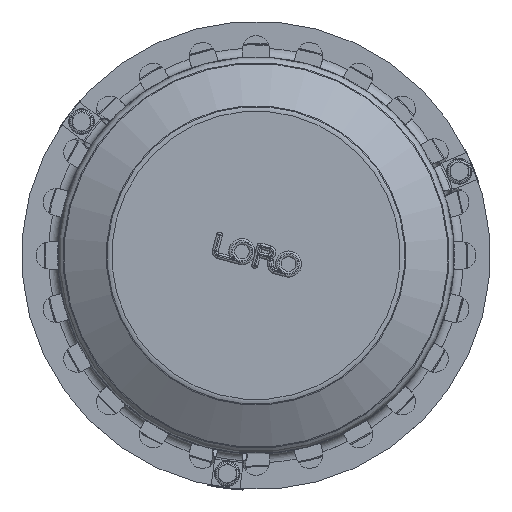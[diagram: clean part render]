
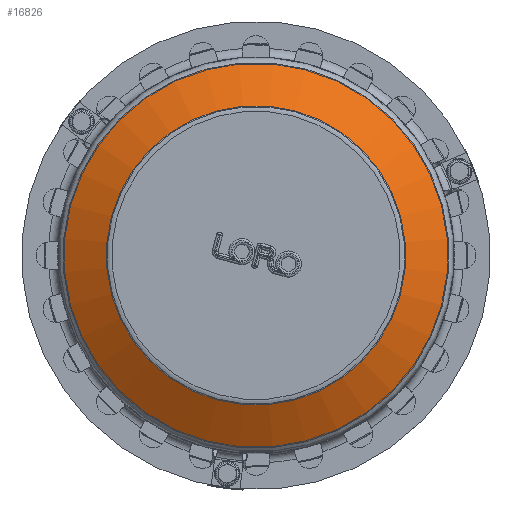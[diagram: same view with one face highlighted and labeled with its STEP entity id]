
A CAD part, top view. The second image highlights one B-rep face of the part: STEP entity #16826.
In plain terms, the highlighted conical face has half-angle 59.744 degrees and reference radius 950.348 mm.
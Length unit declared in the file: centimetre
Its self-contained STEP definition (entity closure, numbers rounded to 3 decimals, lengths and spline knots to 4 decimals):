
#2595=FACE_OUTER_BOUND('',#3871,.T.);
#3871=EDGE_LOOP('',(#14311,#14312,#14313,#14314,#14315,#14316));
#5091=CIRCLE('',#20875,107.0232);
#5092=CIRCLE('',#20876,107.0232);
#5094=CIRCLE('',#20879,83.0464);
#5095=CIRCLE('',#20880,83.0464);
#6711=VERTEX_POINT('',#39731);
#6712=VERTEX_POINT('',#39733);
#6713=VERTEX_POINT('',#39738);
#6714=VERTEX_POINT('',#39740);
#9342=EDGE_CURVE('',#6711,#6712,#5091,.T.);
#9343=EDGE_CURVE('',#6712,#6711,#5092,.T.);
#9345=EDGE_CURVE('',#6712,#6713,#17896,.T.);
#9346=EDGE_CURVE('',#6713,#6714,#5094,.T.);
#9347=EDGE_CURVE('',#6714,#6713,#5095,.T.);
#14311=ORIENTED_EDGE('',*,*,#9342,.F.);
#14312=ORIENTED_EDGE('',*,*,#9343,.F.);
#14313=ORIENTED_EDGE('',*,*,#9345,.T.);
#14314=ORIENTED_EDGE('',*,*,#9346,.T.);
#14315=ORIENTED_EDGE('',*,*,#9347,.T.);
#14316=ORIENTED_EDGE('',*,*,#9345,.F.);
#15780=CONICAL_SURFACE('',#20878,95.0348,1.043);
#16826=ADVANCED_FACE('',(#2595),#15780,.T.);
#17896=LINE('',#39739,#18808);
#18808=VECTOR('',#25948,95.0348);
#20875=AXIS2_PLACEMENT_3D('',#39734,#25940,#25941);
#20876=AXIS2_PLACEMENT_3D('',#39735,#25942,#25943);
#20878=AXIS2_PLACEMENT_3D('',#39737,#25946,#25947);
#20879=AXIS2_PLACEMENT_3D('',#39741,#25949,#25950);
#20880=AXIS2_PLACEMENT_3D('',#39742,#25951,#25952);
#25940=DIRECTION('center_axis',(0.,0.,
-1.));
#25941=DIRECTION('ref_axis',(0.966,-0.259,0.));
#25942=DIRECTION('center_axis',(0.,0.,
-1.));
#25943=DIRECTION('ref_axis',(0.966,-0.259,0.));
#25946=DIRECTION('center_axis',(0.,0.,
-1.));
#25947=DIRECTION('ref_axis',(-0.966,0.259,0.));
#25948=DIRECTION('',(-0.834,0.224,0.504));
#25949=DIRECTION('center_axis',(0.,0.,
-1.));
#25950=DIRECTION('ref_axis',(0.966,-0.259,0.));
#25951=DIRECTION('center_axis',(0.,0.,
-1.));
#25952=DIRECTION('ref_axis',(0.966,-0.259,0.));
#39731=CARTESIAN_POINT('',(-28.2311,-103.4266,371.1826));
#39733=CARTESIAN_POINT('',(102.845,-27.7497,371.1826));
#39734=CARTESIAN_POINT('Origin',(-0.5315,-0.0501,
371.1826));
#39735=CARTESIAN_POINT('Origin',(-0.5315,-0.0501,
371.1826));
#39737=CARTESIAN_POINT('Origin',(-0.5315,-0.0501,
378.1759));
#39738=CARTESIAN_POINT('',(79.6852,-21.5441,385.1691));
#39739=CARTESIAN_POINT('',(91.2651,-24.6469,378.1759));
#39740=CARTESIAN_POINT('',(-22.0254,-80.2667,385.1691));
#39741=CARTESIAN_POINT('Origin',(-0.5315,-0.0501,
385.1691));
#39742=CARTESIAN_POINT('Origin',(-0.5315,-0.0501,
385.1691));
